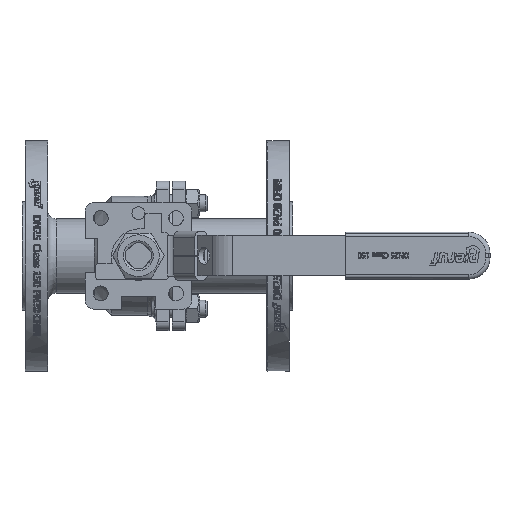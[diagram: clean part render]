
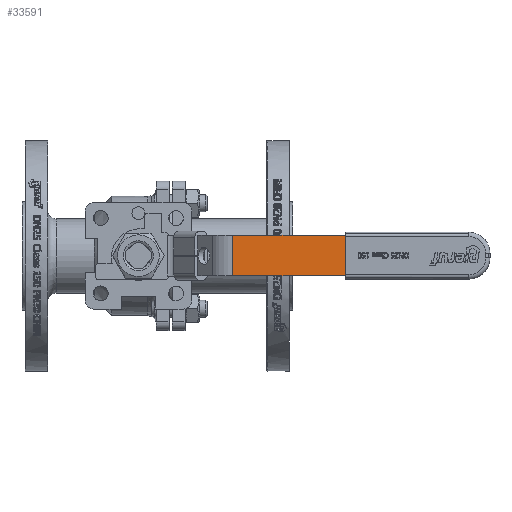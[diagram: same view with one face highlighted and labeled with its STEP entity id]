
A CAD part, top view. The second image highlights one B-rep face of the part: STEP entity #33591.
In plain terms, the highlighted planar face has unit normal (0, 0, 1).
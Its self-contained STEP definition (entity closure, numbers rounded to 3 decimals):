
#22779=CARTESIAN_POINT('',(97.,9.5,85.7));
#22780=VERTEX_POINT('',#22779);
#22781=CARTESIAN_POINT('',(97.,-9.5,85.7));
#22782=VERTEX_POINT('',#22781);
#22783=CARTESIAN_POINT('',(97.,9.5,85.7));
#22784=DIRECTION('',(0.,-1.,0.));
#22785=VECTOR('',#22784,19.);
#22786=LINE('',#22783,#22785);
#22787=EDGE_CURVE('',#22780,#22782,#22786,.T.);
#32040=CARTESIAN_POINT('',(44.377,-9.5,85.7));
#32041=VERTEX_POINT('',#32040);
#32049=CARTESIAN_POINT('',(44.377,9.5,85.7));
#32050=VERTEX_POINT('',#32049);
#32051=CARTESIAN_POINT('',(44.377,9.5,85.7));
#32052=DIRECTION('',(0.,-1.,0.));
#32053=VECTOR('',#32052,19.);
#32054=LINE('',#32051,#32053);
#32055=EDGE_CURVE('',#32050,#32041,#32054,.T.);
#33570=CARTESIAN_POINT('',(151.786,0.,85.7));
#33571=DIRECTION('',(-0.,-0.,1.));
#33572=DIRECTION('',(-1.,-0.,-0.));
#33573=AXIS2_PLACEMENT_3D('',#33570,#33571,#33572);
#33574=PLANE('',#33573);
#33575=ORIENTED_EDGE('',*,*,#22787,.F.);
#33576=CARTESIAN_POINT('',(44.377,9.5,85.7));
#33577=DIRECTION('',(1.,0.,0.));
#33578=VECTOR('',#33577,52.623);
#33579=LINE('',#33576,#33578);
#33580=EDGE_CURVE('',#32050,#22780,#33579,.T.);
#33581=ORIENTED_EDGE('',*,*,#33580,.F.);
#33582=ORIENTED_EDGE('',*,*,#32055,.T.);
#33583=CARTESIAN_POINT('',(97.,-9.5,85.7));
#33584=DIRECTION('',(-1.,-0.,-0.));
#33585=VECTOR('',#33584,52.623);
#33586=LINE('',#33583,#33585);
#33587=EDGE_CURVE('',#22782,#32041,#33586,.T.);
#33588=ORIENTED_EDGE('',*,*,#33587,.F.);
#33589=EDGE_LOOP('',(#33575,#33581,#33582,#33588));
#33590=FACE_BOUND('',#33589,.T.);
#33591=ADVANCED_FACE('',(#33590),#33574,.T.);
